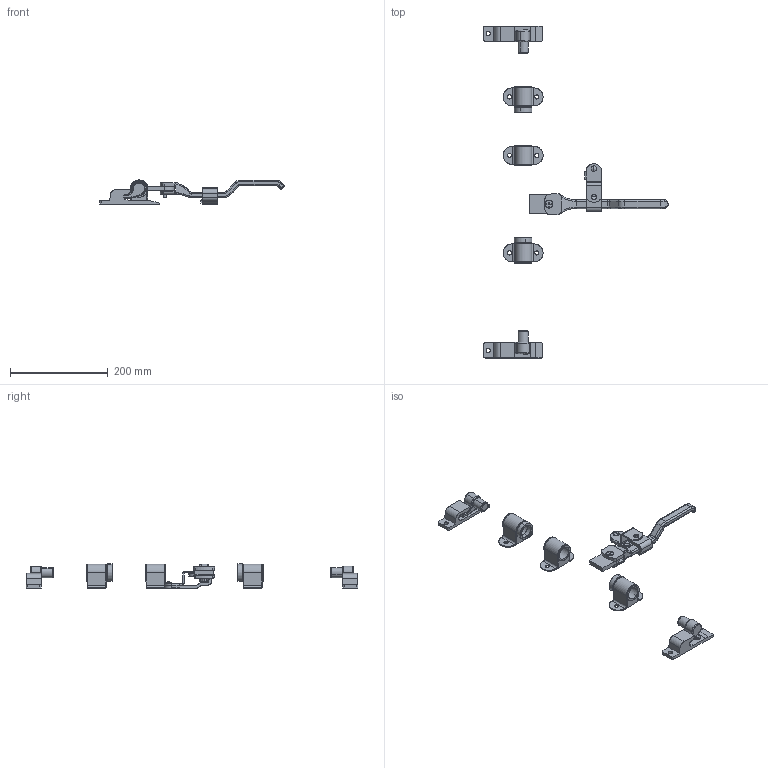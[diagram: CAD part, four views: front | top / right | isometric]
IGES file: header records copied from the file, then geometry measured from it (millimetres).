
Start section: SolidWorks IGES file using analytic representation for surfaces
Global section: file name: FA-1810-2B.IGS,15; native system: HSolidWorks 2014; preprocessor: SolidWorks 2014; author: 1337yo; date: 180327.112712; units: millimetre
Bounding box: 377.84 x 681 x 49.49 mm (x, y, z)
Surface area: 168858.1 mm2 (no closed solid volume)
Topology: 0 solids, 0 shells, 508 faces, 7764 edges, 7754 vertices
Faces by surface type: bspline 259, revolution 249
